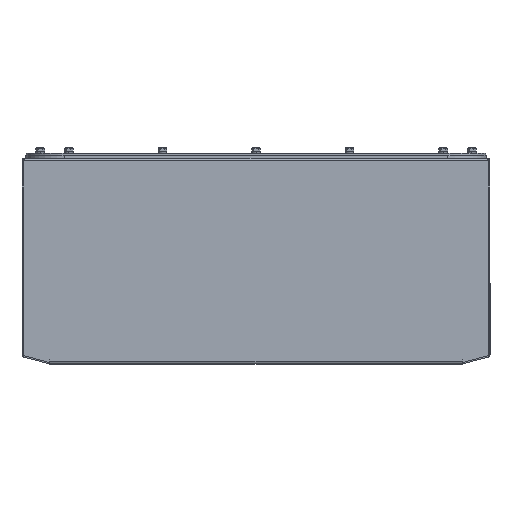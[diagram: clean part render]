
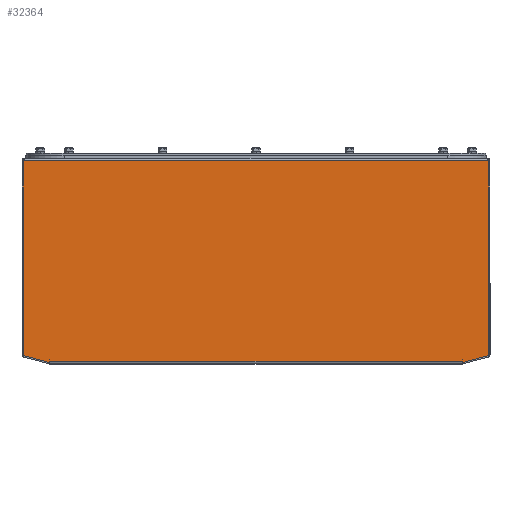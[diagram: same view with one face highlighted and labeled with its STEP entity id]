
A CAD part, front view. The second image highlights one B-rep face of the part: STEP entity #32364.
In plain terms, the highlighted planar face has unit normal (0, -1, 0).
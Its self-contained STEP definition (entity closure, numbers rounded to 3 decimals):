
#772 = LINE ( 'NONE', #4943, #32644 ) ;
#1206 = VERTEX_POINT ( 'NONE', #34001 ) ;
#1352 = ORIENTED_EDGE ( 'NONE', *, *, #23098, .F. ) ;
#1587 = LINE ( 'NONE', #23556, #33452 ) ;
#1788 = VECTOR ( 'NONE', #2075, 1000. ) ;
#2005 = VECTOR ( 'NONE', #11238, 1000. ) ;
#2075 = DIRECTION ( 'NONE',  ( -1., 0., 0. ) ) ;
#2177 = VECTOR ( 'NONE', #19491, 1000. ) ;
#2686 = EDGE_CURVE ( 'NONE', #23354, #17504, #29195, .T. ) ;
#2976 = LINE ( 'NONE', #7994, #26634 ) ;
#3039 = CARTESIAN_POINT ( 'NONE',  ( 220.605, -1.5, 1.591 ) ) ;
#3474 = VERTEX_POINT ( 'NONE', #27066 ) ;
#3792 = VERTEX_POINT ( 'NONE', #25441 ) ;
#4168 = EDGE_CURVE ( 'NONE', #17504, #33223, #2976, .T. ) ;
#4180 = EDGE_CURVE ( 'NONE', #8019, #31103, #34825, .T. ) ;
#4380 = VECTOR ( 'NONE', #36794, 1000. ) ;
#4898 = VERTEX_POINT ( 'NONE', #3039 ) ;
#4943 = CARTESIAN_POINT ( 'NONE',  ( -220.605, -1.5, 1.591 ) ) ;
#5009 = EDGE_CURVE ( 'NONE', #3792, #33223, #1587, .T. ) ;
#5030 = ORIENTED_EDGE ( 'NONE', *, *, #35818, .F. ) ;
#5343 = LINE ( 'NONE', #12319, #4380 ) ;
#5446 = CARTESIAN_POINT ( 'NONE',  ( 248.49, -1.5, 10.214 ) ) ;
#5839 = CARTESIAN_POINT ( 'NONE',  ( 220.105, -1.5, 3. ) ) ;
#6051 = ORIENTED_EDGE ( 'NONE', *, *, #29958, .F. ) ;
#6992 = CARTESIAN_POINT ( 'NONE',  ( -247.378, -1.5, 8.765 ) ) ;
#7595 = DIRECTION ( 'NONE',  ( 0., 1., 0. ) ) ;
#7787 = CARTESIAN_POINT ( 'NONE',  ( 220.605, -1.5, 4.411 ) ) ;
#7994 = CARTESIAN_POINT ( 'NONE',  ( -248.49, -1.5, 220. ) ) ;
#8019 = VERTEX_POINT ( 'NONE', #32613 ) ;
#8379 = EDGE_CURVE ( 'NONE', #3474, #8019, #14299, .T. ) ;
#8425 = EDGE_CURVE ( 'NONE', #3474, #35745, #27788, .T. ) ;
#8491 = EDGE_CURVE ( 'NONE', #28998, #35745, #10424, .T. ) ;
#8644 = DIRECTION ( 'NONE',  ( 0., 0., -1. ) ) ;
#8913 = AXIS2_PLACEMENT_3D ( 'NONE', #26077, #7595, #29160 ) ;
#10130 = ORIENTED_EDGE ( 'NONE', *, *, #8425, .T. ) ;
#10424 = LINE ( 'NONE', #34838, #2177 ) ;
#11027 = DIRECTION ( 'NONE',  ( 0., 0., 1. ) ) ;
#11238 = DIRECTION ( 'NONE',  ( -1., 0., 0. ) ) ;
#11244 = CARTESIAN_POINT ( 'NONE',  ( 246.99, -1.5, 10.214 ) ) ;
#12319 = CARTESIAN_POINT ( 'NONE',  ( 248.49, -1.5, 220. ) ) ;
#12450 = ORIENTED_EDGE ( 'NONE', *, *, #5009, .T. ) ;
#12788 = ORIENTED_EDGE ( 'NONE', *, *, #8491, .F. ) ;
#14299 = LINE ( 'NONE', #34322, #36921 ) ;
#14339 = DIRECTION ( 'NONE',  ( 0., 0., -1. ) ) ;
#14815 = CARTESIAN_POINT ( 'NONE',  ( 220.605, -1.5, 1.591 ) ) ;
#14918 = ORIENTED_EDGE ( 'NONE', *, *, #4180, .F. ) ;
#15643 = CIRCLE ( 'NONE', #19196, 1.5 ) ;
#17504 = VERTEX_POINT ( 'NONE', #32117 ) ;
#17521 = DIRECTION ( 'NONE',  ( 0., -1., 0. ) ) ;
#18638 = VERTEX_POINT ( 'NONE', #22708 ) ;
#19196 = AXIS2_PLACEMENT_3D ( 'NONE', #11244, #32815, #14339 ) ;
#19239 = CARTESIAN_POINT ( 'NONE',  ( -248.49, -1.5, 217. ) ) ;
#19371 = DIRECTION ( 'NONE',  ( 1., 0., 0. ) ) ;
#19491 = DIRECTION ( 'NONE',  ( 0., 0., -1. ) ) ;
#20940 = CARTESIAN_POINT ( 'NONE',  ( -220.605, -1.5, 4.411 ) ) ;
#22073 = DIRECTION ( 'NONE',  ( 0., 0., 1. ) ) ;
#22708 = CARTESIAN_POINT ( 'NONE',  ( 220.605, -1.5, 4.411 ) ) ;
#23098 = EDGE_CURVE ( 'NONE', #1206, #4898, #25979, .T. ) ;
#23354 = VERTEX_POINT ( 'NONE', #6992 ) ;
#23420 = DIRECTION ( 'NONE',  ( -0.966, 0., 0.259 ) ) ;
#23494 = CARTESIAN_POINT ( 'NONE',  ( -220.105, -1.5, 4.411 ) ) ;
#23556 = CARTESIAN_POINT ( 'NONE',  ( 248.49, -1.5, 217. ) ) ;
#23906 = CARTESIAN_POINT ( 'NONE',  ( 220.105, -1.5, 4.411 ) ) ;
#24982 = ORIENTED_EDGE ( 'NONE', *, *, #31263, .F. ) ;
#25109 = EDGE_CURVE ( 'NONE', #4898, #18638, #39190, .T. ) ;
#25441 = CARTESIAN_POINT ( 'NONE',  ( 248.49, -1.5, 217. ) ) ;
#25979 = LINE ( 'NONE', #14815, #33187 ) ;
#26077 = CARTESIAN_POINT ( 'NONE',  ( -246.99, -1.5, 10.214 ) ) ;
#26432 = LINE ( 'NONE', #39020, #1788 ) ;
#26590 = DIRECTION ( 'NONE',  ( 0., 0., 1. ) ) ;
#26634 = VECTOR ( 'NONE', #26590, 1000. ) ;
#26646 = DIRECTION ( 'NONE',  ( -1., 0., 0. ) ) ;
#26935 = VECTOR ( 'NONE', #8644, 1000. ) ;
#27066 = CARTESIAN_POINT ( 'NONE',  ( -220.105, -1.5, 3. ) ) ;
#27327 = VERTEX_POINT ( 'NONE', #5446 ) ;
#27788 = LINE ( 'NONE', #37782, #35971 ) ;
#27952 = EDGE_CURVE ( 'NONE', #31103, #29044, #35116, .T. ) ;
#28998 = VERTEX_POINT ( 'NONE', #23906 ) ;
#29044 = VERTEX_POINT ( 'NONE', #39779 ) ;
#29084 = EDGE_LOOP ( 'NONE', ( #5030, #12450, #38038, #39034, #6051, #31677, #14918, #39135, #10130, #12788, #24982, #32434, #1352, #36334 ) ) ;
#29160 = DIRECTION ( 'NONE',  ( 0., 0., 1. ) ) ;
#29195 = CIRCLE ( 'NONE', #8913, 1.5 ) ;
#29958 = EDGE_CURVE ( 'NONE', #29044, #23354, #772, .T. ) ;
#30709 = FACE_OUTER_BOUND ( 'NONE', #29084, .T. ) ;
#31057 = VECTOR ( 'NONE', #11027, 1000. ) ;
#31103 = VERTEX_POINT ( 'NONE', #35048 ) ;
#31263 = EDGE_CURVE ( 'NONE', #18638, #28998, #26432, .T. ) ;
#31677 = ORIENTED_EDGE ( 'NONE', *, *, #27952, .F. ) ;
#32117 = CARTESIAN_POINT ( 'NONE',  ( -248.49, -1.5, 10.214 ) ) ;
#32364 = ADVANCED_FACE ( 'NONE', ( #30709 ), #32904, .T. ) ;
#32434 = ORIENTED_EDGE ( 'NONE', *, *, #25109, .F. ) ;
#32613 = CARTESIAN_POINT ( 'NONE',  ( -220.105, -1.5, 4.411 ) ) ;
#32644 = VECTOR ( 'NONE', #23420, 1000. ) ;
#32815 = DIRECTION ( 'NONE',  ( 0., 1., 0. ) ) ;
#32904 = PLANE ( 'NONE',  #34137 ) ;
#33187 = VECTOR ( 'NONE', #36479, 1000. ) ;
#33223 = VERTEX_POINT ( 'NONE', #19239 ) ;
#33452 = VECTOR ( 'NONE', #26646, 1000. ) ;
#34001 = CARTESIAN_POINT ( 'NONE',  ( 247.378, -1.5, 8.765 ) ) ;
#34014 = EDGE_CURVE ( 'NONE', #27327, #1206, #15643, .T. ) ;
#34137 = AXIS2_PLACEMENT_3D ( 'NONE', #38911, #17521, #39054 ) ;
#34322 = CARTESIAN_POINT ( 'NONE',  ( -220.105, -1.5, 1.5 ) ) ;
#34825 = LINE ( 'NONE', #23494, #2005 ) ;
#34838 = CARTESIAN_POINT ( 'NONE',  ( 220.105, -1.5, 1.5 ) ) ;
#35048 = CARTESIAN_POINT ( 'NONE',  ( -220.605, -1.5, 4.411 ) ) ;
#35116 = LINE ( 'NONE', #20940, #26935 ) ;
#35745 = VERTEX_POINT ( 'NONE', #5839 ) ;
#35818 = EDGE_CURVE ( 'NONE', #3792, #27327, #5343, .T. ) ;
#35971 = VECTOR ( 'NONE', #19371, 1000. ) ;
#36334 = ORIENTED_EDGE ( 'NONE', *, *, #34014, .F. ) ;
#36479 = DIRECTION ( 'NONE',  ( -0.966, 0., -0.259 ) ) ;
#36794 = DIRECTION ( 'NONE',  ( 0., 0., -1. ) ) ;
#36921 = VECTOR ( 'NONE', #22073, 1000. ) ;
#37782 = CARTESIAN_POINT ( 'NONE',  ( 246.99, -1.5, 3. ) ) ;
#38038 = ORIENTED_EDGE ( 'NONE', *, *, #4168, .F. ) ;
#38911 = CARTESIAN_POINT ( 'NONE',  ( 246.99, -1.5, 10.214 ) ) ;
#39020 = CARTESIAN_POINT ( 'NONE',  ( 220.105, -1.5, 4.411 ) ) ;
#39034 = ORIENTED_EDGE ( 'NONE', *, *, #2686, .F. ) ;
#39054 = DIRECTION ( 'NONE',  ( 0., 0., -1. ) ) ;
#39135 = ORIENTED_EDGE ( 'NONE', *, *, #8379, .F. ) ;
#39190 = LINE ( 'NONE', #7787, #31057 ) ;
#39779 = CARTESIAN_POINT ( 'NONE',  ( -220.605, -1.5, 1.591 ) ) ;
